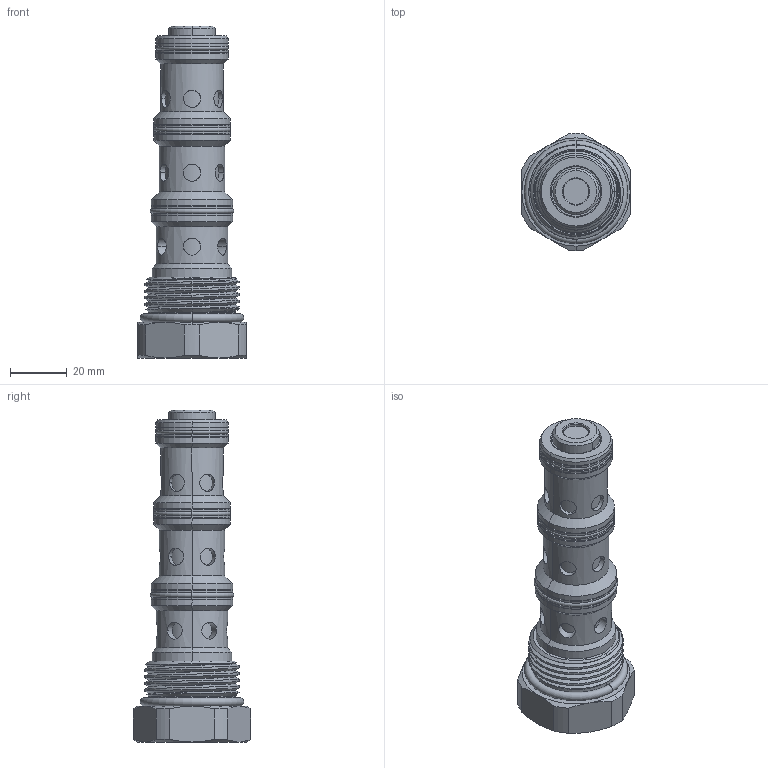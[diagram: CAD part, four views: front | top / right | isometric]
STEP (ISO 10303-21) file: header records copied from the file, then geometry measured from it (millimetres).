
FILE_DESCRIPTION (( 'STEP AP203' ), '1' );
FILE_NAME ('FD16W40-N-3367.STEP', '2024-04-25T07:28:28', ( '' ), ( '' ), 'SwSTEP 2.0', 'SolidWorks 2018', '' );
FILE_SCHEMA (( 'CONFIG_CONTROL_DESIGN' ));
Length unit declared in the file: millimetre
Products named in the file (1): FD16W40-N-3367
Bounding box: 38 x 41.1 x 116.55 mm (x, y, z)
Volume: 68861.7 mm3; surface area: 15995.8 mm2
Topology: 1 solids, 1 shells, 218 faces, 464 edges, 290 vertices
Faces by surface type: cylinder 135, cone 40, plane 32, torus 8, bspline 3
Entity records: 9124 total; most frequent: CARTESIAN_POINT 4453, DIRECTION 958, ORIENTED_EDGE 928, EDGE_CURVE 464, AXIS2_PLACEMENT_3D 404, VERTEX_POINT 290, EDGE_LOOP 260, ADVANCED_FACE 218
